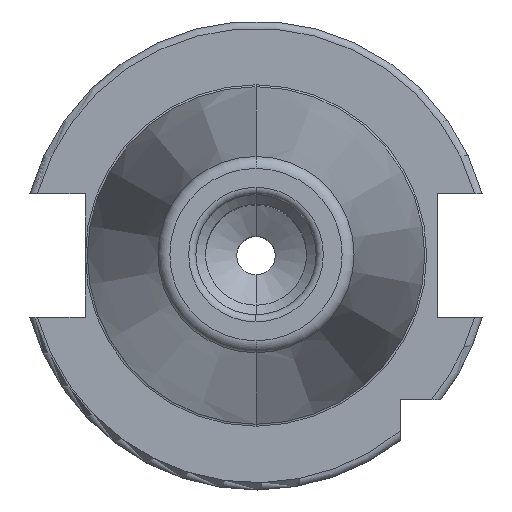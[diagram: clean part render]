
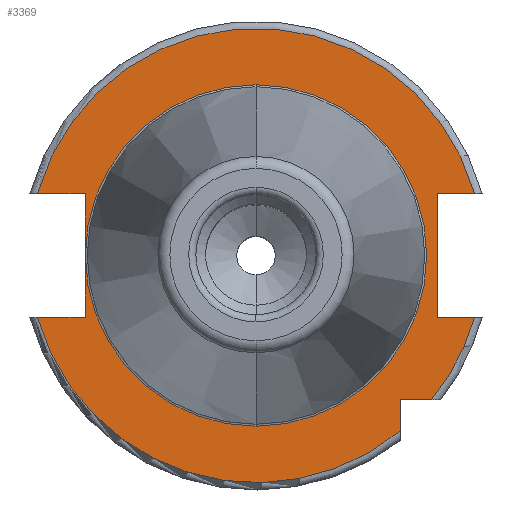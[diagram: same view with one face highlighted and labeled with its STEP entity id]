
A CAD part, top view. The second image highlights one B-rep face of the part: STEP entity #3369.
In plain terms, the highlighted planar face has unit normal (0, 0, 1).
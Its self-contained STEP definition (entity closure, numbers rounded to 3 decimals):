
#906=CARTESIAN_POINT('',(0,0,15.9));
#907=DIRECTION('',(0,0,-1));
#908=DIRECTION('',(0,1,0));
#909=AXIS2_PLACEMENT_3D('',#906,#907,#908);
#911=CARTESIAN_POINT('',(0,0,15.9));
#912=DIRECTION('',(0,0,1));
#913=DIRECTION('',(0,1,0));
#914=AXIS2_PLACEMENT_3D('',#911,#912,#913);
#926=CARTESIAN_POINT('',(0,0,15.9));
#927=DIRECTION('',(0,0,1));
#928=DIRECTION('',(-1,0,0));
#929=AXIS2_PLACEMENT_3D('',#926,#927,#928);
#931=DIRECTION('',(1,0,0));
#932=VECTOR('',#931,9.969);
#933=CARTESIAN_POINT('',(-45.469,-12.85,15.9));
#934=LINE('',#933,#932);
#935=DIRECTION('',(0.,1,0));
#936=VECTOR('',#935,12.85);
#937=CARTESIAN_POINT('',(-35.5,-12.85,15.9));
#938=LINE('',#937,#936);
#939=DIRECTION('',(0.,1,0));
#940=VECTOR('',#939,12.85);
#941=CARTESIAN_POINT('',(-35.5,0,15.9));
#942=LINE('',#941,#940);
#943=DIRECTION('',(1,0,0));
#944=VECTOR('',#943,9.969);
#945=CARTESIAN_POINT('',(-45.469,12.85,15.9));
#946=LINE('',#945,#944);
#947=DIRECTION('',(-1,0,0));
#948=VECTOR('',#947,7.769);
#949=CARTESIAN_POINT('',(45.469,12.85,15.9));
#950=LINE('',#949,#948);
#951=DIRECTION('',(0,-1,0));
#952=VECTOR('',#951,25.7);
#953=CARTESIAN_POINT('',(37.7,12.85,15.9));
#954=LINE('',#953,#952);
#955=DIRECTION('',(-1,0,0));
#956=VECTOR('',#955,7.769);
#957=CARTESIAN_POINT('',(45.469,-12.85,15.9));
#958=LINE('',#957,#956);
#959=CARTESIAN_POINT('',(0,0,15.9));
#960=DIRECTION('',(0,0,1));
#961=DIRECTION('',(0.773,-0.635,0));
#962=AXIS2_PLACEMENT_3D('',#959,#960,#961);
#964=DIRECTION('',(-1,0,0));
#965=VECTOR('',#964,6.504);
#966=CARTESIAN_POINT('',(36.504,-30,15.9));
#967=LINE('',#966,#965);
#968=DIRECTION('',(0,1,0));
#969=VECTOR('',#968,6.504);
#970=CARTESIAN_POINT('',(30,-36.504,15.9));
#971=LINE('',#970,#969);
#1607=CARTESIAN_POINT('',(0,0,15.9));
#1608=DIRECTION('',(0,0,1));
#1609=DIRECTION('',(0.962,0.272,0));
#1610=AXIS2_PLACEMENT_3D('',#1607,#1608,#1609);
#1658=CARTESIAN_POINT('',(0,0,15.9));
#1659=DIRECTION('',(0,0,1));
#1660=DIRECTION('',(-0.962,-0.272,0));
#1661=AXIS2_PLACEMENT_3D('',#1658,#1659,#1660);
#1798=CARTESIAN_POINT('',(0,35.5,15.9));
#1800=VERTEX_POINT('',#1798);
#1820=CARTESIAN_POINT('',(0,-35.5,15.9));
#1822=VERTEX_POINT('',#1820);
#1968=CARTESIAN_POINT('',(-45.469,-12.85,15.9));
#1969=CARTESIAN_POINT('',(-35.5,-12.85,15.9));
#1970=VERTEX_POINT('',#1968);
#1971=VERTEX_POINT('',#1969);
#1972=CARTESIAN_POINT('',(-35.5,0,15.9));
#1973=VERTEX_POINT('',#1972);
#1974=CARTESIAN_POINT('',(-35.5,12.85,15.9));
#1975=VERTEX_POINT('',#1974);
#1976=CARTESIAN_POINT('',(-45.469,12.85,15.9));
#1977=VERTEX_POINT('',#1976);
#1978=CARTESIAN_POINT('',(37.7,12.85,15.9));
#1979=CARTESIAN_POINT('',(37.7,-12.85,15.9));
#1980=VERTEX_POINT('',#1978);
#1981=VERTEX_POINT('',#1979);
#1982=CARTESIAN_POINT('',(45.469,-12.85,15.9));
#1983=VERTEX_POINT('',#1982);
#1984=CARTESIAN_POINT('',(45.469,12.85,15.9));
#1985=VERTEX_POINT('',#1984);
#1986=CARTESIAN_POINT('',(30,-36.504,15.9));
#1987=CARTESIAN_POINT('',(30,-30,15.9));
#1988=VERTEX_POINT('',#1986);
#1989=VERTEX_POINT('',#1987);
#1990=CARTESIAN_POINT('',(36.504,-30,15.9));
#1991=VERTEX_POINT('',#1990);
#3335=CARTESIAN_POINT('',(0,0,15.9));
#3336=DIRECTION('',(0,0,-1));
#3337=DIRECTION('',(0,-1,0));
#3338=AXIS2_PLACEMENT_3D('',#3335,#3336,#3337);
#3339=PLANE('',#3338);
#3341=ORIENTED_EDGE('',*,*,#3340,.T.);
#3343=ORIENTED_EDGE('',*,*,#3342,.T.);
#3344=ORIENTED_EDGE('',*,*,#3330,.T.);
#3345=ORIENTED_EDGE('',*,*,#3312,.F.);
#3346=ORIENTED_EDGE('',*,*,#3325,.T.);
#3348=ORIENTED_EDGE('',*,*,#3347,.T.);
#3350=ORIENTED_EDGE('',*,*,#3349,.F.);
#3352=ORIENTED_EDGE('',*,*,#3351,.F.);
#3354=ORIENTED_EDGE('',*,*,#3353,.T.);
#3356=ORIENTED_EDGE('',*,*,#3355,.T.);
#3358=ORIENTED_EDGE('',*,*,#3357,.F.);
#3360=ORIENTED_EDGE('',*,*,#3359,.F.);
#3362=ORIENTED_EDGE('',*,*,#3361,.T.);
#3364=ORIENTED_EDGE('',*,*,#3363,.F.);
#3366=ORIENTED_EDGE('',*,*,#3365,.F.);
#3367=EDGE_LOOP('',(#3341,#3343,#3344,#3345,#3346,#3348,#3350,#3352,#3354,#3356,
#3358,#3360,#3362,#3364,#3366));
#3368=FACE_OUTER_BOUND('',#3367,.F.);
#3369=ADVANCED_FACE('',(#3368),#3339,.F.);
#910=CIRCLE('',#909,35.5);
#915=CIRCLE('',#914,35.5);
#930=CIRCLE('',#929,35.5);
#963=CIRCLE('',#962,47.25);
#1611=CIRCLE('',#1610,47.25);
#1662=CIRCLE('',#1661,47.25);
#3312=EDGE_CURVE('',#1800,#1822,#910,.T.);
#3325=EDGE_CURVE('',#1800,#1973,#915,.T.);
#3330=EDGE_CURVE('',#1973,#1822,#930,.T.);
#3340=EDGE_CURVE('',#1970,#1971,#934,.T.);
#3342=EDGE_CURVE('',#1971,#1973,#938,.T.);
#3347=EDGE_CURVE('',#1973,#1975,#942,.T.);
#3349=EDGE_CURVE('',#1977,#1975,#946,.T.);
#3351=EDGE_CURVE('',#1985,#1977,#1611,.T.);
#3353=EDGE_CURVE('',#1985,#1980,#950,.T.);
#3355=EDGE_CURVE('',#1980,#1981,#954,.T.);
#3357=EDGE_CURVE('',#1983,#1981,#958,.T.);
#3359=EDGE_CURVE('',#1991,#1983,#963,.T.);
#3361=EDGE_CURVE('',#1991,#1989,#967,.T.);
#3363=EDGE_CURVE('',#1988,#1989,#971,.T.);
#3365=EDGE_CURVE('',#1970,#1988,#1662,.T.);
